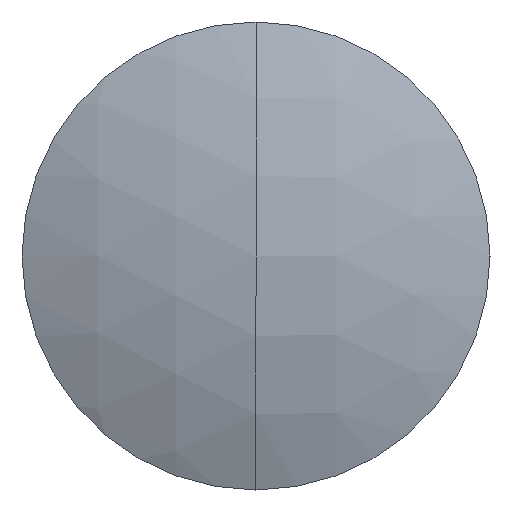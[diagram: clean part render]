
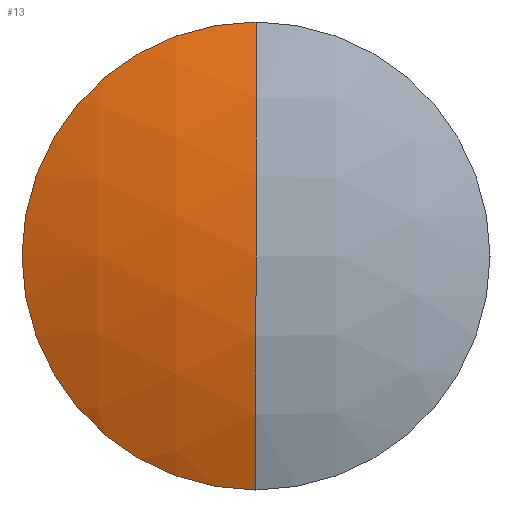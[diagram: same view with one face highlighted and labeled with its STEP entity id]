
A CAD part, left-side view. The second image highlights one B-rep face of the part: STEP entity #13.
In plain terms, the highlighted spherical face has radius 32.884 mm.
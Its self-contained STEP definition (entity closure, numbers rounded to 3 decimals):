
#5 = CARTESIAN_POINT ( 'NONE',  ( 33.169, 0., -12.5 ) ) ;
#13 = ADVANCED_FACE ( 'NONE', ( #71 ), #278, .T. ) ;
#17 = EDGE_CURVE ( 'NONE', #24, #189, #205, .T. ) ;
#19 = ORIENTED_EDGE ( 'NONE', *, *, #17, .T. ) ;
#24 = VERTEX_POINT ( 'NONE', #5 ) ;
#50 = EDGE_CURVE ( 'NONE', #294, #24, #173, .T. ) ;
#51 = CARTESIAN_POINT ( 'NONE',  ( 63.585, 0., 0. ) ) ;
#53 = DIRECTION ( 'NONE',  ( 0., -1., 0. ) ) ;
#63 = DIRECTION ( 'NONE',  ( -1., 0., 0. ) ) ;
#65 = DIRECTION ( 'NONE',  ( 0., 0., 1. ) ) ;
#71 = FACE_OUTER_BOUND ( 'NONE', #337, .T. ) ;
#84 = CARTESIAN_POINT ( 'NONE',  ( 30.701, 0., 0. ) ) ;
#91 = CARTESIAN_POINT ( 'NONE',  ( 63.585, 0., 0. ) ) ;
#135 = EDGE_CURVE ( 'NONE', #294, #189, #233, .T. ) ;
#139 = AXIS2_PLACEMENT_3D ( 'NONE', #91, #246, #65 ) ;
#144 = DIRECTION ( 'NONE',  ( 0., 0., 1. ) ) ;
#159 = AXIS2_PLACEMENT_3D ( 'NONE', #51, #299, #144 ) ;
#173 = CIRCLE ( 'NONE', #262, 12.5 ) ;
#189 = VERTEX_POINT ( 'NONE', #84 ) ;
#205 = CIRCLE ( 'NONE', #139, 32.884 ) ;
#210 = DIRECTION ( 'NONE',  ( 0., 0., -1. ) ) ;
#219 = DIRECTION ( 'NONE',  ( 0., 0., 1. ) ) ;
#233 = CIRCLE ( 'NONE', #288, 32.884 ) ;
#236 = CARTESIAN_POINT ( 'NONE',  ( 63.585, 0., 0. ) ) ;
#244 = CARTESIAN_POINT ( 'NONE',  ( 33.169, 0., 0. ) ) ;
#246 = DIRECTION ( 'NONE',  ( 0., 1., 0. ) ) ;
#259 = ORIENTED_EDGE ( 'NONE', *, *, #50, .T. ) ;
#262 = AXIS2_PLACEMENT_3D ( 'NONE', #244, #63, #219 ) ;
#278 = SPHERICAL_SURFACE ( 'NONE', #159, 32.884 ) ;
#280 = CARTESIAN_POINT ( 'NONE',  ( 33.169, 0., 12.5 ) ) ;
#288 = AXIS2_PLACEMENT_3D ( 'NONE', #236, #53, #210 ) ;
#294 = VERTEX_POINT ( 'NONE', #280 ) ;
#299 = DIRECTION ( 'NONE',  ( 0., 1., 0. ) ) ;
#308 = ORIENTED_EDGE ( 'NONE', *, *, #135, .F. ) ;
#337 = EDGE_LOOP ( 'NONE', ( #259, #19, #308 ) ) ;
